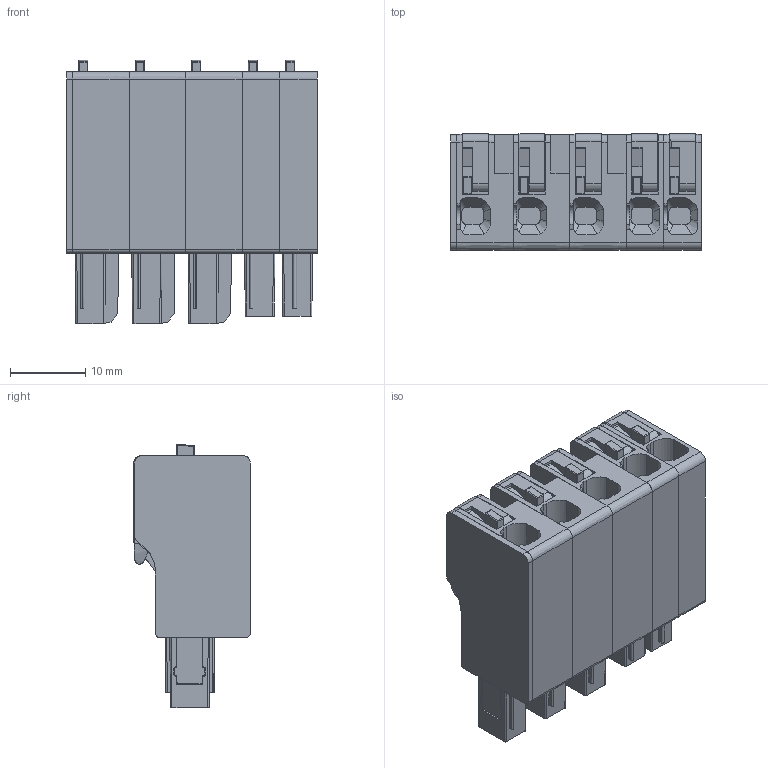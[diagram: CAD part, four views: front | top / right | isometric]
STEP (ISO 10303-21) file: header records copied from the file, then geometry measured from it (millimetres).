
FILE_DESCRIPTION(('CATIA V5 STEP Exchange','CAx-IF Rec.Pracs.--- Model Styling and Organization---1.4--- 2014-01-23'),'2;1');
FILE_NAME ('1361844-2_0_8000078345_8000078345.stp','2021-10-26T11:53:02+00:00',('none'),('Weidmueller'),'CATIA Version 5-6 Release 2016 SP3 HF44','CATIA V5 STEP AP214','none');
FILE_SCHEMA(('AUTOMOTIVE_DESIGN { 1 0 10303 214 1 1 1 1 }'));
Length unit declared in the file: millimetre
Products named in the file (1): 8000078345
Bounding box: 33.3 x 15.5 x 35 mm (x, y, z)
Volume: 11198 mm3; surface area: 10944.1 mm2
Topology: 16 solids, 16 shells, 1348 faces, 3734 edges, 2442 vertices
Faces by surface type: plane 783, cylinder 439, cone 42, sphere 40, bspline 22, torus 13, extrusion 9
Entity records: 46187 total; most frequent: CARTESIAN_POINT 13200, ORIENTED_EDGE 7388, DIRECTION 5708, EDGE_CURVE 3694, VERTEX_POINT 2442, VECTOR 2410, LINE 2401, AXIS2_PLACEMENT_3D 1982
